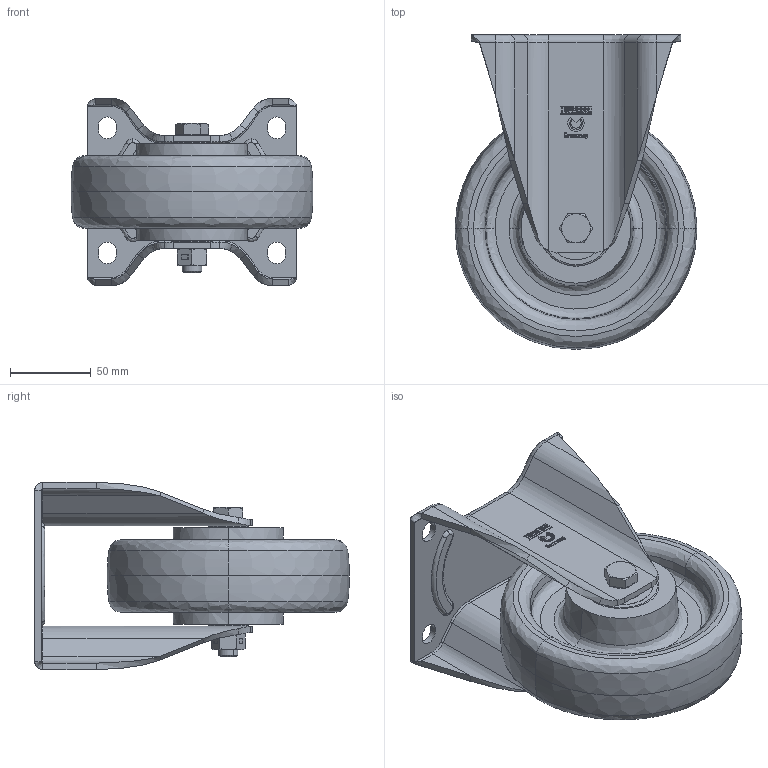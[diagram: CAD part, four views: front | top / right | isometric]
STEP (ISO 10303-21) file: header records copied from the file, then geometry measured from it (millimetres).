
FILE_DESCRIPTION (( 'STEP AP214' ), '1' );
FILE_NAME ('0033440BL_B-IM-PAM-150-K-EC.STEP', '2016-05-23T11:21:40', ( '' ), ( '' ), 'SwSTEP 2.0', 'SolidWorks 2016', '' );
FILE_SCHEMA (( 'AUTOMOTIVE_DESIGN' ));
Length unit declared in the file: millimetre
Products named in the file (1): 0033440BL_B-IM-PAM-150-K-EC
Bounding box: 150 x 195 x 116 mm (x, y, z)
Volume: 741944.9 mm3; surface area: 186186.9 mm2
Topology: 9 solids, 13 shells, 668 faces, 1606 edges, 1006 vertices
Faces by surface type: plane 325, cylinder 195, bspline 62, cone 56, torus 30
Entity records: 29133 total; most frequent: CARTESIAN_POINT 6467, DIRECTION 3240, ORIENTED_EDGE 3212, EDGE_CURVE 1606, AXIS2_PLACEMENT_3D 1137, VERTEX_POINT 1006, LINE 966, VECTOR 966
